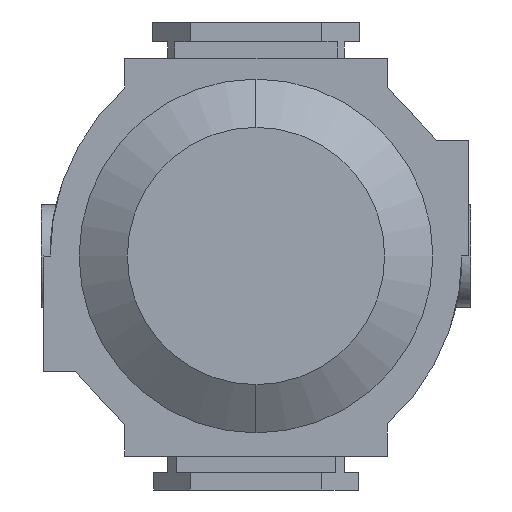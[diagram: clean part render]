
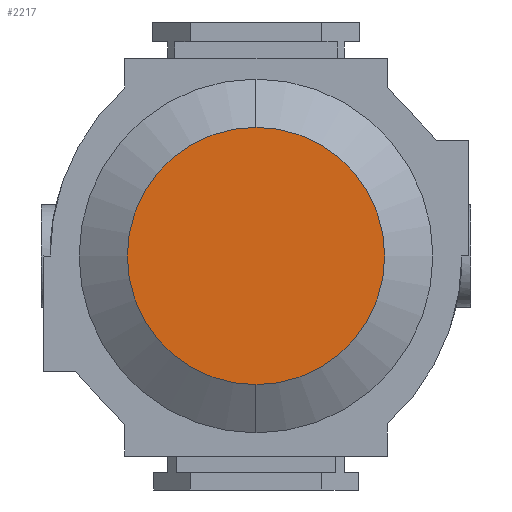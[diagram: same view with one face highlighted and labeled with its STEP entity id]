
A CAD part, front view. The second image highlights one B-rep face of the part: STEP entity #2217.
In plain terms, the highlighted planar face has unit normal (0, -1, 0).
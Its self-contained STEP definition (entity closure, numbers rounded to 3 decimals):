
#227 = CARTESIAN_POINT ( 'NONE',  ( 0., -75.64, 0. ) ) ;
#294 = CIRCLE ( 'NONE', #3182, 22. ) ;
#563 = PLANE ( 'NONE',  #2887 ) ;
#856 = CIRCLE ( 'NONE', #1297, 22. ) ;
#1026 = CARTESIAN_POINT ( 'NONE',  ( 0., -75.64, 22. ) ) ;
#1107 = ORIENTED_EDGE ( 'NONE', *, *, #2020, .T. ) ;
#1297 = AXIS2_PLACEMENT_3D ( 'NONE', #227, #2363, #3481 ) ;
#1376 = FACE_OUTER_BOUND ( 'NONE', #1752, .T. ) ;
#1496 = CARTESIAN_POINT ( 'NONE',  ( 0., -75.64, -22. ) ) ;
#1597 = CARTESIAN_POINT ( 'NONE',  ( 0., -75.64, 0. ) ) ;
#1752 = EDGE_LOOP ( 'NONE', ( #1107, #2553 ) ) ;
#1840 = VERTEX_POINT ( 'NONE', #1496 ) ;
#1870 = DIRECTION ( 'NONE',  ( 0., -1., 0. ) ) ;
#1959 = DIRECTION ( 'NONE',  ( 0., -1., 0. ) ) ;
#2020 = EDGE_CURVE ( 'NONE', #1840, #2427, #856, .T. ) ;
#2217 = ADVANCED_FACE ( 'NONE', ( #1376 ), #563, .T. ) ;
#2363 = DIRECTION ( 'NONE',  ( 0., -1., 0. ) ) ;
#2427 = VERTEX_POINT ( 'NONE', #1026 ) ;
#2457 = DIRECTION ( 'NONE',  ( 0., 0., -1. ) ) ;
#2460 = DIRECTION ( 'NONE',  ( 0., 0., -1. ) ) ;
#2553 = ORIENTED_EDGE ( 'NONE', *, *, #3352, .T. ) ;
#2887 = AXIS2_PLACEMENT_3D ( 'NONE', #1597, #1870, #2457 ) ;
#3182 = AXIS2_PLACEMENT_3D ( 'NONE', #3318, #1959, #2460 ) ;
#3318 = CARTESIAN_POINT ( 'NONE',  ( 0., -75.64, 0. ) ) ;
#3352 = EDGE_CURVE ( 'NONE', #2427, #1840, #294, .T. ) ;
#3481 = DIRECTION ( 'NONE',  ( 0., 0., -1. ) ) ;
